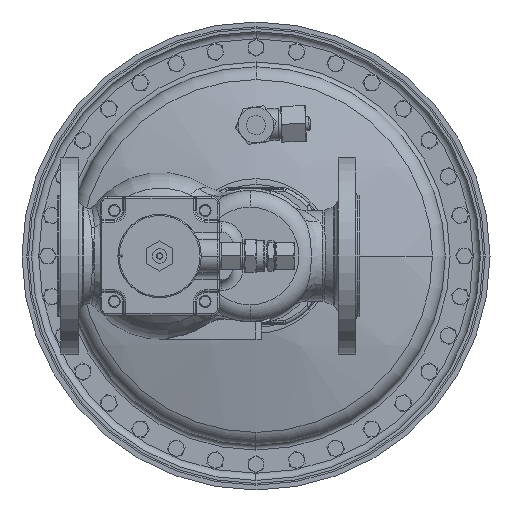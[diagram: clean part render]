
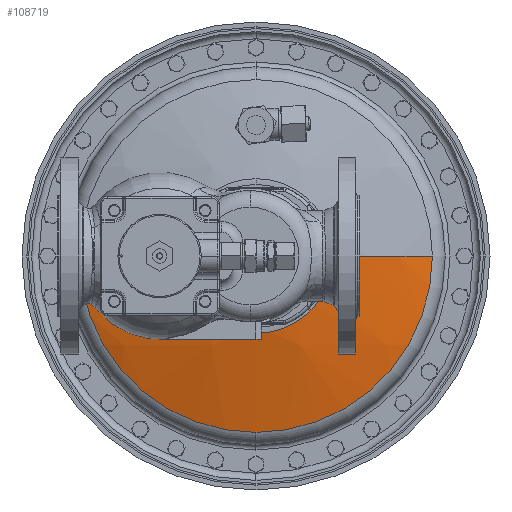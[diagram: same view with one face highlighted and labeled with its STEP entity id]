
A CAD part, front view. The second image highlights one B-rep face of the part: STEP entity #108719.
In plain terms, the highlighted spherical face has radius 454 mm.
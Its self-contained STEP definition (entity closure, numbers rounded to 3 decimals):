
#153 = DIRECTION ( 'NONE',  ( 0., -1., 0. ) ) ;
#1233 = DIRECTION ( 'NONE',  ( 0., 0., -1. ) ) ;
#9609 = CARTESIAN_POINT ( 'NONE',  ( 170., 139.35, -64.968 ) ) ;
#17098 = EDGE_LOOP ( 'NONE', ( #22083, #106171, #102852, #24106, #74832, #76759 ) ) ;
#17505 = CIRCLE ( 'NONE', #47465, 454. ) ;
#18966 = CARTESIAN_POINT ( 'NONE',  ( 170., 159.555, 0. ) ) ;
#19602 = DIRECTION ( 'NONE',  ( 0., 0., -1. ) ) ;
#22083 = ORIENTED_EDGE ( 'NONE', *, *, #34464, .F. ) ;
#22912 = DIRECTION ( 'NONE',  ( 1., 0., 0. ) ) ;
#24106 = ORIENTED_EDGE ( 'NONE', *, *, #39408, .T. ) ;
#24824 = AXIS2_PLACEMENT_3D ( 'NONE', #18966, #153, #1233 ) ;
#27411 = CARTESIAN_POINT ( 'NONE',  ( 105.032, 139.35, 0. ) ) ;
#29821 = EDGE_CURVE ( 'Defeature ausgef�hrt1_460+Defeature ausgef�hrt1_456+Defeature ausgef�hrt1_456+Defeature ausgef�hrt1_456', #46003, #31792, #69675, .T. ) ;
#30618 = CARTESIAN_POINT ( 'NONE',  ( 170., 588.677, 0. ) ) ;
#31215 = FACE_OUTER_BOUND ( 'NONE', #17098, .T. ) ;
#31792 = VERTEX_POINT ( 'NONE', #9609 ) ;
#34388 = CIRCLE ( 'NONE', #55519, 148.224 ) ;
#34464 = EDGE_CURVE ( 'NONE', #70253, #87589, #17505, .T. ) ;
#39408 = EDGE_CURVE ( 'NONE', #77598, #46003, #104539, .T. ) ;
#41744 = DIRECTION ( 'NONE',  ( 0., -1., 0. ) ) ;
#46003 = VERTEX_POINT ( 'NONE', #54868 ) ;
#47465 = AXIS2_PLACEMENT_3D ( 'NONE', #84255, #108670, #48804 ) ;
#47666 = DIRECTION ( 'NONE',  ( 0., 0., 1. ) ) ;
#48804 = DIRECTION ( 'NONE',  ( 1., 0., 0. ) ) ;
#48846 = SPHERICAL_SURFACE ( 'NONE', #83171, 454. ) ;
#49500 = CARTESIAN_POINT ( 'NONE',  ( 170., 159.555, 0. ) ) ;
#53271 = DIRECTION ( 'NONE',  ( -1., 0., 0. ) ) ;
#54868 = CARTESIAN_POINT ( 'NONE',  ( 234.968, 139.35, 0. ) ) ;
#55519 = AXIS2_PLACEMENT_3D ( 'NONE', #49500, #41744, #75510 ) ;
#58659 = CARTESIAN_POINT ( 'NONE',  ( 170., 139.35, 0. ) ) ;
#58706 = CARTESIAN_POINT ( 'NONE',  ( 21.776, 159.555, 0. ) ) ;
#58987 = AXIS2_PLACEMENT_3D ( 'NONE', #58659, #84165, #92510 ) ;
#64921 = DIRECTION ( 'NONE',  ( 0., 0., 1. ) ) ;
#69675 = CIRCLE ( 'NONE', #58987, 64.968 ) ;
#70253 = VERTEX_POINT ( 'NONE', #58706 ) ;
#73476 = CIRCLE ( 'NONE', #75190, 64.968 ) ;
#74832 = ORIENTED_EDGE ( 'NONE', *, *, #29821, .T. ) ;
#75190 = AXIS2_PLACEMENT_3D ( 'NONE', #106991, #90374, #47666 ) ;
#75510 = DIRECTION ( 'NONE',  ( 0., 0., -1. ) ) ;
#76493 = VERTEX_POINT ( 'NONE', #105220 ) ;
#76759 = ORIENTED_EDGE ( 'NONE', *, *, #103029, .T. ) ;
#77598 = VERTEX_POINT ( 'NONE', #97464 ) ;
#83171 = AXIS2_PLACEMENT_3D ( 'NONE', #90481, #64921, #22912 ) ;
#84165 = DIRECTION ( 'NONE',  ( 0., 1., 0. ) ) ;
#84255 = CARTESIAN_POINT ( 'NONE',  ( 170., 588.677, 0. ) ) ;
#86713 = CIRCLE ( 'NONE', #24824, 148.224 ) ;
#87589 = VERTEX_POINT ( 'NONE', #27411 ) ;
#87945 = EDGE_CURVE ( 'Defeature ausgef�hrt1_460+Defeature ausgef�hrt1_464+Defeature ausgef�hrt1_464+Defeature ausgef�hrt1_464', #70253, #76493, #86713, .T. ) ;
#90374 = DIRECTION ( 'NONE',  ( 0., 1., 0. ) ) ;
#90481 = CARTESIAN_POINT ( 'NONE',  ( 170., 588.677, 0. ) ) ;
#92510 = DIRECTION ( 'NONE',  ( 0., 0., 1. ) ) ;
#93844 = AXIS2_PLACEMENT_3D ( 'NONE', #30618, #19602, #53271 ) ;
#97464 = CARTESIAN_POINT ( 'NONE',  ( 318.224, 159.555, 0. ) ) ;
#100104 = EDGE_CURVE ( 'Defeature ausgef�hrt1_460+Defeature ausgef�hrt1_464+Defeature ausgef�hrt1_464+Defeature ausgef�hrt1_464', #76493, #77598, #34388, .T. ) ;
#102852 = ORIENTED_EDGE ( 'NONE', *, *, #100104, .T. ) ;
#103029 = EDGE_CURVE ( 'Defeature ausgef�hrt1_460+Defeature ausgef�hrt1_456+Defeature ausgef�hrt1_456+Defeature ausgef�hrt1_456', #31792, #87589, #73476, .T. ) ;
#104539 = CIRCLE ( 'NONE', #93844, 454. ) ;
#105220 = CARTESIAN_POINT ( 'NONE',  ( 170., 159.555, -148.224 ) ) ;
#106171 = ORIENTED_EDGE ( 'NONE', *, *, #87945, .T. ) ;
#106991 = CARTESIAN_POINT ( 'NONE',  ( 170., 139.35, 0. ) ) ;
#108670 = DIRECTION ( 'NONE',  ( 0., 0., 1. ) ) ;
#108719 = ADVANCED_FACE ( 'Defeature ausgef�hrt1_460', ( #31215 ), #48846, .T. ) ;
